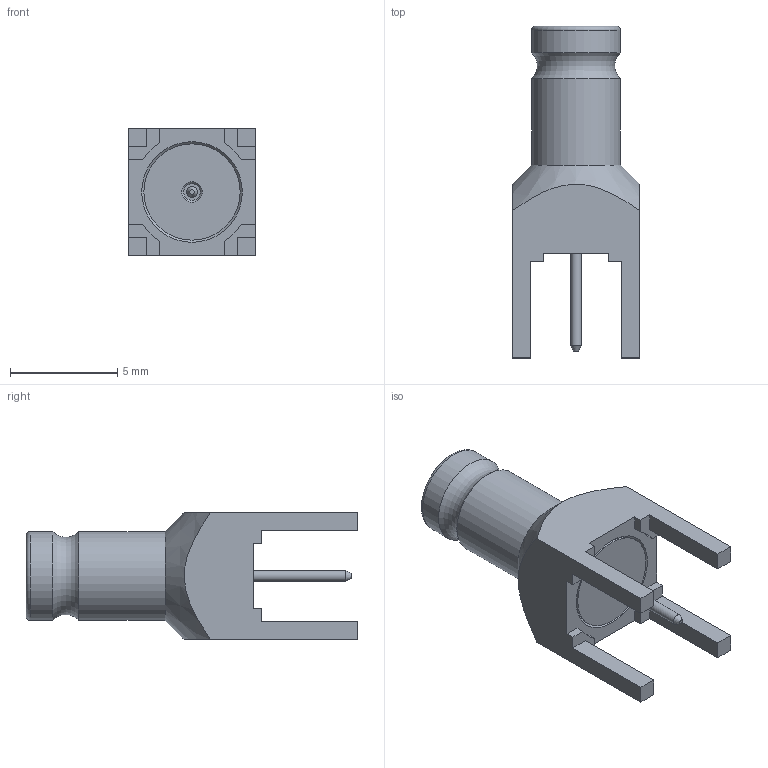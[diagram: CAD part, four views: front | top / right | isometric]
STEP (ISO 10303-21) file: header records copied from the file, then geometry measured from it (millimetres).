
FILE_DESCRIPTION (( 'STEP AP203' ), '1' );
FILE_NAME ('FMCN0017_3D.step', '2021-12-16T00:19:03', ( '' ), ( '' ), 'SwSTEP 2.0', 'SolidWorks 2021', '' );
FILE_SCHEMA (( 'CONFIG_CONTROL_DESIGN' ));
Length unit declared in the file: inch
Products named in the file (5): _DIN7A-J-P-GF-ST-TH1_s^DIN7A-J-P-GF-ST-TH1(2)_FMCN0017; FMCN0017_3D; _DIN7A-J-P-GF-ST-TH1_sh^DIN7A-J-P-GF-ST-TH1(2)_FMCN0017; _DIN7A-J-P-GF-ST-TH1_i^DIN7A-J-P-GF-ST-TH1(2)_FMCN0017; DIN7A-J-P-GF-ST-TH1(2)^FMCN0017
Assembly tree (4 placements, depth 3):
  FMCN0017_3D
    DIN7A-J-P-GF-ST-TH1(2)^FMCN0017
      _DIN7A-J-P-GF-ST-TH1_sh^DIN7A-J-P-GF-ST-TH1(2)_FMCN0017
      _DIN7A-J-P-GF-ST-TH1_i^DIN7A-J-P-GF-ST-TH1(2)_FMCN0017
      _DIN7A-J-P-GF-ST-TH1_s^DIN7A-J-P-GF-ST-TH1(2)_FMCN0017
Bounding box: 5.93 x 15.5 x 5.93 mm (x, y, z)
Volume: 182.2 mm3; surface area: 521.8 mm2
Topology: 3 solids, 3 shells, 90 faces, 212 edges, 134 vertices
Faces by surface type: plane 48, cylinder 23, cone 17, torus 2
Full cylindrical faces by diameter (mm): 0.5 x3, 0.66 x1, 0.7 x1, 0.75 x1, 0.76 x3, 0.96 x1, 2.3 x2, 3 x1, 4.15 x2, 4.35 x1, 4.5 x3
Entity records: 3404 total; most frequent: CARTESIAN_POINT 981, DIRECTION 406, ORIENTED_EDGE 338, EDGE_CURVE 169, AXIS2_PLACEMENT_3D 159, EDGE_LOOP 138, VERTEX_POINT 125, FACE_OUTER_BOUND 111
